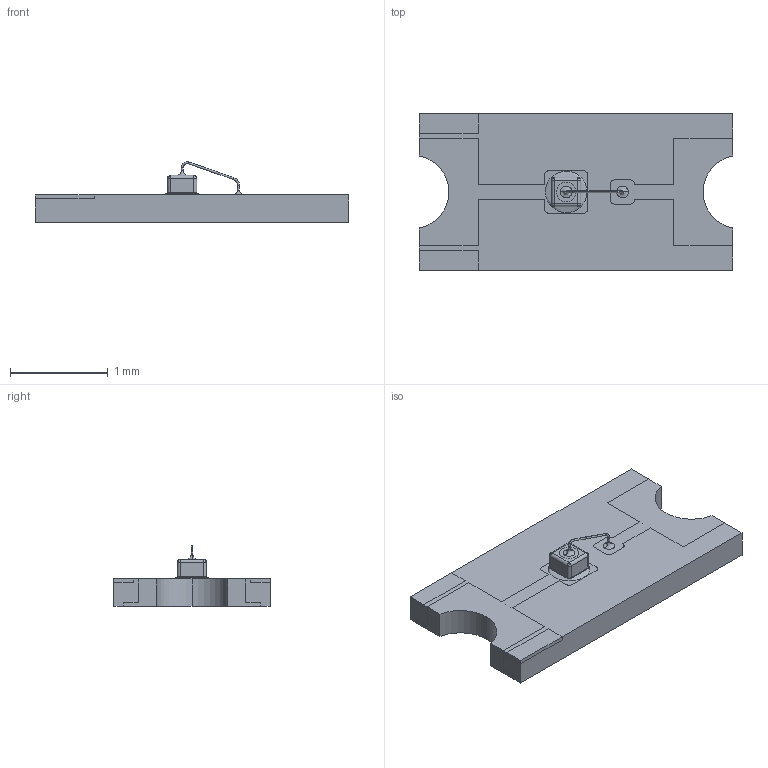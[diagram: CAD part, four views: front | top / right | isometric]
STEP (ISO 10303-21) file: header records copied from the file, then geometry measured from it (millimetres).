
FILE_DESCRIPTION (( 'STEP AP214' ), '1' );
FILE_NAME ('User Library-Wurth Elektronik WL-SMCW 1206 (3216) LED Base (Separate Lens).STEP', '2018-02-19T13:37:42', ( '' ), ( '' ), 'SwSTEP 2.0', 'SolidWorks 2018', '' );
FILE_SCHEMA (( 'AUTOMOTIVE_DESIGN' ));
Length unit declared in the file: centimetre
Products named in the file (1): User Library-Wurth Elektronik WL-SMCW 1206 (3216) LED Base (Separate Lens)
Bounding box: 3.2 x 1.6 x 0.62 mm (x, y, z)
Volume: 1.3 mm3; surface area: 18.2 mm2
Topology: 7 solids, 7 shells, 170 faces, 443 edges, 283 vertices
Faces by surface type: plane 109, cylinder 43, bspline 18
Entity records: 6044 total; most frequent: CARTESIAN_POINT 1794, ORIENTED_EDGE 870, DIRECTION 826, EDGE_CURVE 435, VECTOR 312, LINE 312, VERTEX_POINT 283, AXIS2_PLACEMENT_3D 257
